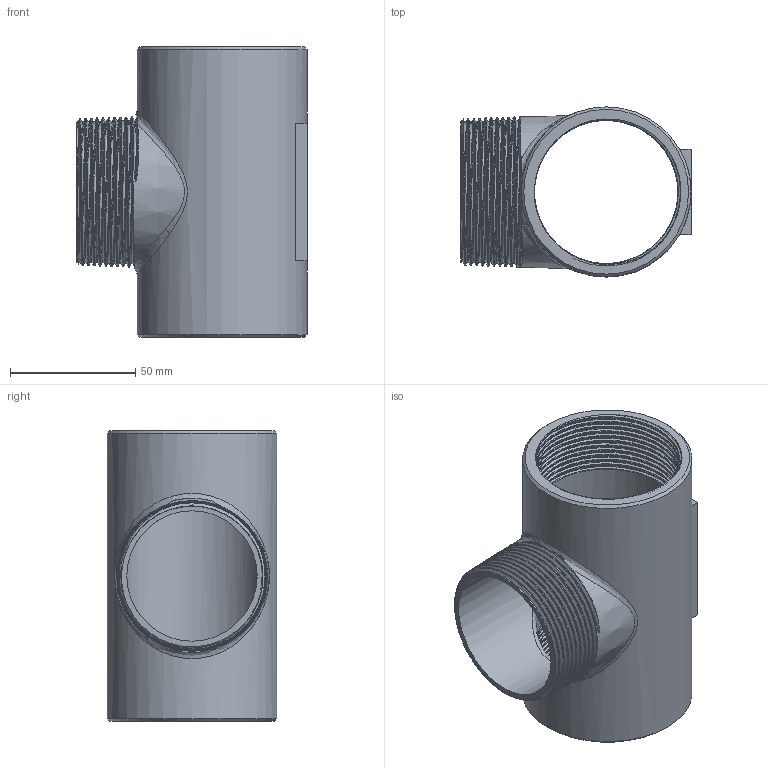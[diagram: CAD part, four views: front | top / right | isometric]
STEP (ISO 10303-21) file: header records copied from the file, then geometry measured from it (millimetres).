
FILE_DESCRIPTION(/* description */ ('Unknown'),/* implementation_level */ '2;1');
FILE_NAME(/* name */ '20201110-R-221-A-P-009-DN50',/* time_stamp */ '2020-11-10T16:15:23+08:00',/* author */ ('Unknown'),/* organization */ ('Unknown'),/* preprocessor_version */ 'ST-DEVELOPER v16.7',/* originating_system */ 'DEX',/* authorisation */ $);
FILE_SCHEMA (('AUTOMOTIVE_DESIGN {1 0 10303 214 3 1 1}'));
Products named in the file (1): R-221-A_DN50md1
Bounding box: 91.9 x 67.8 x 116 mm (x, y, z)
Volume: 122027.4 mm3; surface area: 62766.7 mm2
Topology: 1 solids, 1 shells, 78 faces, 300 edges, 225 vertices
Faces by surface type: cylinder 29, bspline 27, plane 16, cone 6
Full cylindrical faces by diameter (mm): 52.1 x1, 57.29 x22, 67.8 x1
Entity records: 36546 total; most frequent: CARTESIAN_POINT 34871, ORIENTED_EDGE 540, EDGE_CURVE 270, VERTEX_POINT 224, DIRECTION 127, B_SPLINE_CURVE_WITH_KNOTS 119, EDGE_LOOP 66, FACE_BOUND 66
